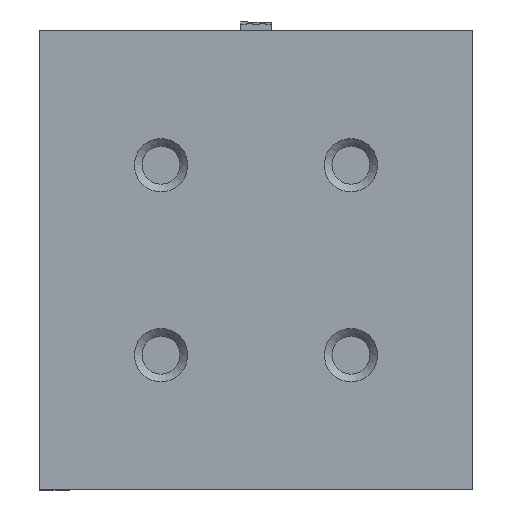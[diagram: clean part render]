
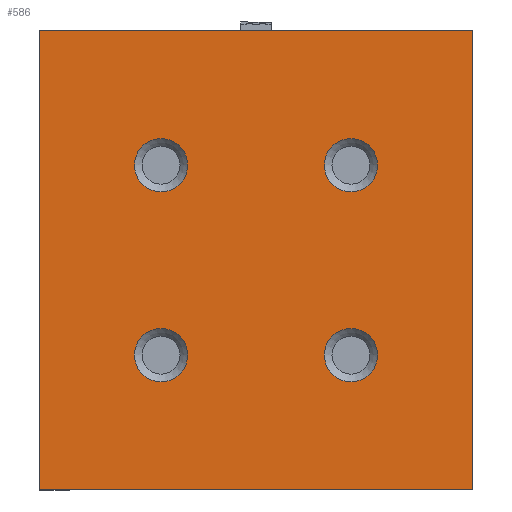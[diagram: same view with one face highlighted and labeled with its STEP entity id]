
A CAD part, left-side view. The second image highlights one B-rep face of the part: STEP entity #586.
In plain terms, the highlighted planar face has unit normal (-1, 0, 0).
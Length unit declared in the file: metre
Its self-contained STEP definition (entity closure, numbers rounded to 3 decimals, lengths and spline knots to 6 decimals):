
#586=ADVANCED_FACE('0:676',(#1412,#1413,#1414,#1415,#1416),#1417,.F.);
#1412=FACE_BOUND('',#2510,.T.);
#1413=FACE_BOUND('',#2511,.T.);
#1414=FACE_BOUND('',#2512,.T.);
#1415=FACE_BOUND('',#2513,.T.);
#1416=FACE_OUTER_BOUND('',#2514,.T.);
#1417=PLANE('',#2515);
#2510=EDGE_LOOP('',(#4607));
#2511=EDGE_LOOP('',(#4608));
#2512=EDGE_LOOP('',(#4609));
#2513=EDGE_LOOP('',(#4610));
#2514=EDGE_LOOP('',(#4611,#4612,#4613,#4614));
#2515=AXIS2_PLACEMENT_3D('',#4615,#4616,#4617);
#4607=ORIENTED_EDGE('',*,*,#7383,.T.);
#4608=ORIENTED_EDGE('',*,*,#7540,.T.);
#4609=ORIENTED_EDGE('',*,*,#7541,.T.);
#4610=ORIENTED_EDGE('',*,*,#7499,.T.);
#4611=ORIENTED_EDGE('',*,*,#7270,.F.);
#4612=ORIENTED_EDGE('',*,*,#7349,.F.);
#4613=ORIENTED_EDGE('',*,*,#7197,.F.);
#4614=ORIENTED_EDGE('',*,*,#7375,.F.);
#4615=CARTESIAN_POINT('',(-0.045575,-0.002575,0.028904));
#4616=DIRECTION('',(1.0,0.,0.));
#4617=DIRECTION('',(0.,-1.0,0.));
#7197=EDGE_CURVE('0:1792',#8603,#8605,#8606,.T.);
#7270=EDGE_CURVE('0:2020',#8740,#8742,#8743,.T.);
#7349=EDGE_CURVE('0:2044',#8605,#8740,#8880,.T.);
#7375=EDGE_CURVE('0:1777',#8742,#8603,#8915,.T.);
#7383=EDGE_CURVE('0:2317',#8924,#8924,#8925,.T.);
#7499=EDGE_CURVE('0:2326',#9116,#9116,#9117,.T.);
#7540=EDGE_CURVE('0:2320',#9170,#9170,#9171,.T.);
#7541=EDGE_CURVE('0:2323',#9172,#9172,#9173,.T.);
#8603=VERTEX_POINT('',#10653);
#8605=VERTEX_POINT('',#10656);
#8606=LINE('',#10657,#10658);
#8740=VERTEX_POINT('',#10859);
#8742=VERTEX_POINT('',#10862);
#8743=LINE('',#10863,#10864);
#8880=LINE('',#11069,#11070);
#8915=LINE('',#11122,#11123);
#8924=VERTEX_POINT('',#11135);
#8925=CIRCLE('',#11136,0.0035);
#9116=VERTEX_POINT('',#11416);
#9117=CIRCLE('',#11417,0.0035);
#9170=VERTEX_POINT('',#11495);
#9171=CIRCLE('',#11496,0.0035);
#9172=VERTEX_POINT('',#11497);
#9173=CIRCLE('',#11498,0.0035);
#10653=CARTESIAN_POINT('',(-0.045575,0.025925,-0.001346));
#10656=CARTESIAN_POINT('',(-0.045575,0.025925,0.059154));
#10657=CARTESIAN_POINT('',(-0.045575,0.025925,-0.001346));
#10658=VECTOR('',#13382,1.0);
#10859=CARTESIAN_POINT('',(-0.045575,-0.031075,0.059154));
#10862=CARTESIAN_POINT('',(-0.045575,-0.031075,-0.001346));
#10863=CARTESIAN_POINT('',(-0.045575,-0.031075,0.059154));
#10864=VECTOR('',#13451,1.0);
#11069=CARTESIAN_POINT('',(-0.045575,0.025925,0.059154));
#11070=VECTOR('',#13520,1.0);
#11122=CARTESIAN_POINT('',(-0.045575,-0.031075,-0.001346));
#11123=VECTOR('',#13538,1.0);
#11135=CARTESIAN_POINT('',(-0.045575,0.013425,0.041404));
#11136=AXIS2_PLACEMENT_3D('',#13545,#13546,#13547);
#11416=CARTESIAN_POINT('',(-0.045575,-0.018575,0.041404));
#11417=AXIS2_PLACEMENT_3D('',#13655,#13656,#13657);
#11495=CARTESIAN_POINT('',(-0.045575,0.013425,0.016404));
#11496=AXIS2_PLACEMENT_3D('',#13692,#13693,#13694);
#11497=CARTESIAN_POINT('',(-0.045575,-0.011575,0.016404));
#11498=AXIS2_PLACEMENT_3D('',#13695,#13696,#13697);
#13382=DIRECTION('',(0.,0.,1.0));
#13451=DIRECTION('',(0.,0.,-1.0));
#13520=DIRECTION('',(0.,-1.0,0.));
#13538=DIRECTION('',(0.,1.0,0.));
#13545=CARTESIAN_POINT('',(-0.045575,0.009925,0.041404));
#13546=DIRECTION('',(1.0,0.,0.));
#13547=DIRECTION('',(0.,1.0,0.));
#13655=CARTESIAN_POINT('',(-0.045575,-0.015075,0.041404));
#13656=DIRECTION('',(1.0,0.,0.));
#13657=DIRECTION('',(0.,-1.0,0.));
#13692=CARTESIAN_POINT('',(-0.045575,0.009925,0.016404));
#13693=DIRECTION('',(1.0,0.,0.));
#13694=DIRECTION('',(0.,1.0,0.));
#13695=CARTESIAN_POINT('',(-0.045575,-0.015075,0.016404));
#13696=DIRECTION('',(1.0,0.,0.));
#13697=DIRECTION('',(0.,1.0,0.));
